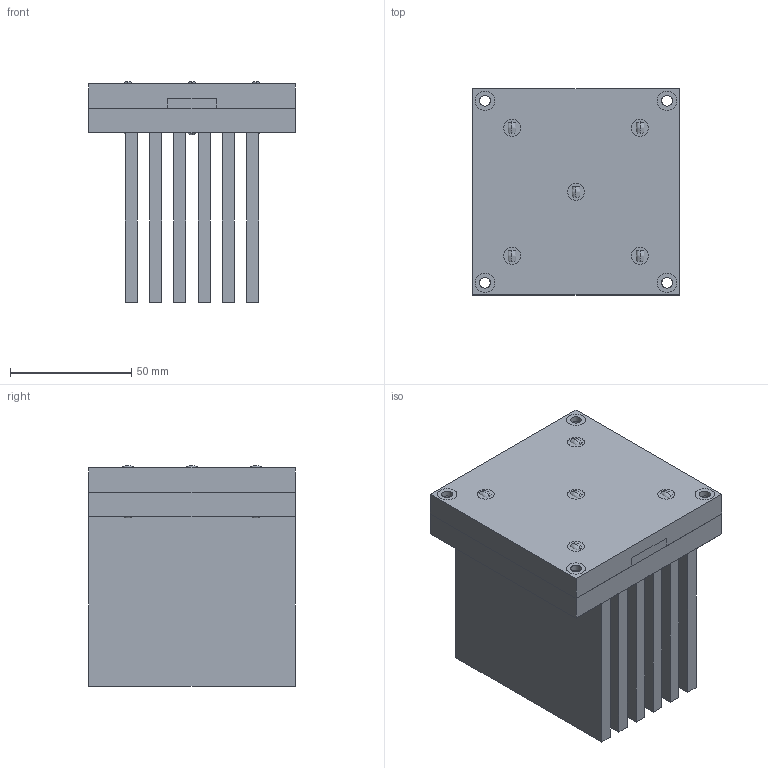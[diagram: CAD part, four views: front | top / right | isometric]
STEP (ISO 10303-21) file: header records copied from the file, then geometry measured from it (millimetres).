
FILE_DESCRIPTION(('FreeCAD Model'),'2;1');
FILE_NAME('thermal_cond_tester.step','2020-07-01T15:08:41',('Author'),(''), 'Open CASCADE STEP processor 7.3','FreeCAD','Unknown');
FILE_SCHEMA(('AUTOMOTIVE_DESIGN { 1 0 10303 214 1 1 1 1 }'));
Length unit declared in the file: millimetre
Products named in the file (17): Hot_Side; Heater_Foil; Hot_Plate_Top; Hot_Plate_Bottom; Thermister_1; Thermister_2; Thermister_3; Thermister_4; Thermister_5; Cold_Side; Cold_Plate_Top; Thermistor_6; Thermistor_7; Thermistor_8; Thermistor_9; Thermistor_10; Cold_Plate_Bottom
Assembly tree (15 placements, depth 2):
  Hot_Side
    Heater_Foil
    Hot_Plate_Top
    Hot_Plate_Bottom
    Thermister_1
    Thermister_2
    Thermister_3
    Thermister_4
    Thermister_5
  Cold_Side
    Cold_Plate_Top
    Thermistor_6
    Thermistor_7
    Thermistor_8
    Thermistor_9
    Thermistor_10
    Cold_Plate_Bottom
Bounding box: 85 x 85 x 90.99 mm (x, y, z)
Volume: 449297.8 mm3; surface area: 158007.8 mm2
Topology: 15 solids, 15 shells, 190 faces, 452 edges, 300 vertices
Faces by surface type: plane 96, cylinder 74, bspline 20
Full cylindrical faces by diameter (mm): 4.4 x4, 4.5 x8, 5.5 x4, 6 x5, 7 x5, 7.5 x4, 8 x4
Entity records: 33099 total; most frequent: CARTESIAN_POINT 23428, DIRECTION 1765, LINE 960, VECTOR 960, ORIENTED_EDGE 904, PCURVE 904, DEFINITIONAL_REPRESENTATION 904, EDGE_CURVE 452
